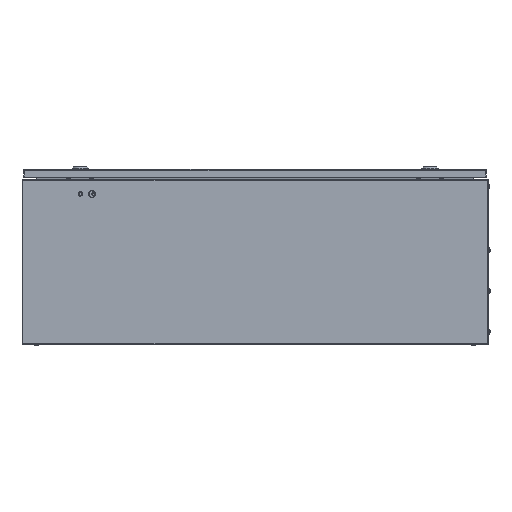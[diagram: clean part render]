
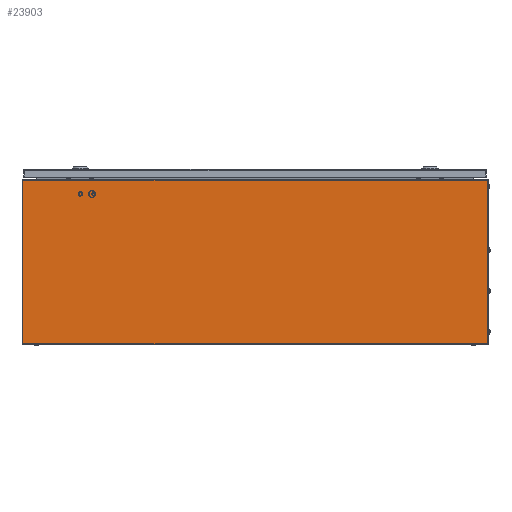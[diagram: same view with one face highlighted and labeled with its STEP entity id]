
A CAD part, left-side view. The second image highlights one B-rep face of the part: STEP entity #23903.
In plain terms, the highlighted planar face has unit normal (-1, 0, 0).
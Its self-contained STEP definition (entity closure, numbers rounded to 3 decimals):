
#1039 = VERTEX_POINT ( 'NONE', #74288 ) ;
#1372 = EDGE_CURVE ( 'NONE', #34515, #1039, #6809, .T. ) ;
#2063 = ORIENTED_EDGE ( 'NONE', *, *, #41787, .T. ) ;
#6064 = CARTESIAN_POINT ( 'NONE',  ( 0., 800., 0. ) ) ;
#6809 = LINE ( 'NONE', #71105, #67918 ) ;
#12362 = CARTESIAN_POINT ( 'NONE',  ( 0., 0., 283. ) ) ;
#16932 = EDGE_CURVE ( 'NONE', #34515, #31893, #40421, .T. ) ;
#17420 = CARTESIAN_POINT ( 'NONE',  ( 0., 800., 283. ) ) ;
#17700 = FACE_OUTER_BOUND ( 'NONE', #24801, .T. ) ;
#21394 = VECTOR ( 'NONE', #56542, 1000. ) ;
#23903 = ADVANCED_FACE ( 'NONE', ( #17700 ), #64816, .F. ) ;
#24801 = EDGE_LOOP ( 'NONE', ( #2063, #34544, #30856, #75139 ) ) ;
#26714 = DIRECTION ( 'NONE',  ( 0., -1., 0. ) ) ;
#27440 = LINE ( 'NONE', #64198, #51005 ) ;
#30502 = DIRECTION ( 'NONE',  ( 0., -1., 0. ) ) ;
#30856 = ORIENTED_EDGE ( 'NONE', *, *, #1372, .F. ) ;
#31893 = VERTEX_POINT ( 'NONE', #6064 ) ;
#32523 = CARTESIAN_POINT ( 'NONE',  ( 0., 0., 0. ) ) ;
#34515 = VERTEX_POINT ( 'NONE', #17420 ) ;
#34544 = ORIENTED_EDGE ( 'NONE', *, *, #71291, .F. ) ;
#35708 = DIRECTION ( 'NONE',  ( 1., 0., 0. ) ) ;
#39728 = DIRECTION ( 'NONE',  ( 0., 0., -1. ) ) ;
#40421 = LINE ( 'NONE', #44665, #21394 ) ;
#41725 = VECTOR ( 'NONE', #26714, 1000. ) ;
#41787 = EDGE_CURVE ( 'NONE', #31893, #51304, #49754, .T. ) ;
#44665 = CARTESIAN_POINT ( 'NONE',  ( 0., 800., 283. ) ) ;
#49754 = LINE ( 'NONE', #32523, #41725 ) ;
#51005 = VECTOR ( 'NONE', #39728, 1000. ) ;
#51067 = CARTESIAN_POINT ( 'NONE',  ( 0., 0., 0. ) ) ;
#51304 = VERTEX_POINT ( 'NONE', #51067 ) ;
#56542 = DIRECTION ( 'NONE',  ( 0., 0., -1. ) ) ;
#57654 = AXIS2_PLACEMENT_3D ( 'NONE', #12362, #35708, #59058 ) ;
#59058 = DIRECTION ( 'NONE',  ( 0., 0., -1. ) ) ;
#64198 = CARTESIAN_POINT ( 'NONE',  ( 0., 0., 283. ) ) ;
#64816 = PLANE ( 'NONE',  #57654 ) ;
#67918 = VECTOR ( 'NONE', #30502, 1000. ) ;
#71105 = CARTESIAN_POINT ( 'NONE',  ( 0., 0., 283. ) ) ;
#71291 = EDGE_CURVE ( 'NONE', #1039, #51304, #27440, .T. ) ;
#74288 = CARTESIAN_POINT ( 'NONE',  ( 0., 0., 283. ) ) ;
#75139 = ORIENTED_EDGE ( 'NONE', *, *, #16932, .T. ) ;
